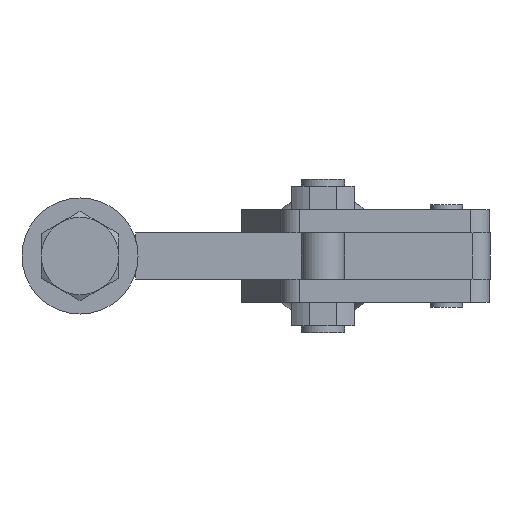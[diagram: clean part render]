
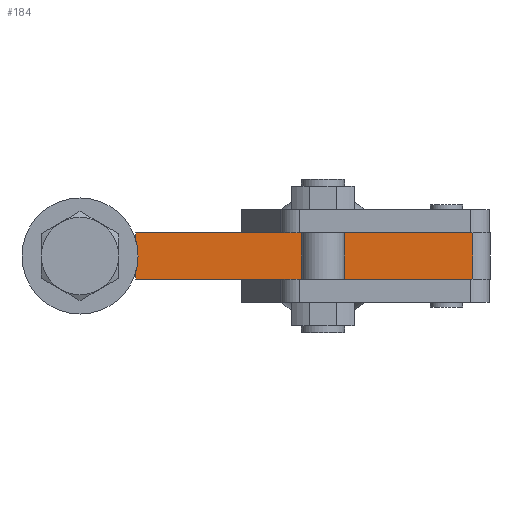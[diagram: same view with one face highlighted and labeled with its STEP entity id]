
A CAD part, front view. The second image highlights one B-rep face of the part: STEP entity #184.
In plain terms, the highlighted planar face has unit normal (0, -1, 0).
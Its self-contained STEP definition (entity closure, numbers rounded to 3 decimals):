
#184 = ADVANCED_FACE( '', ( #519 ), #520, .T. );
#519 = FACE_OUTER_BOUND( '', #1001, .T. );
#520 = PLANE( '', #1002 );
#1001 = EDGE_LOOP( '', ( #2062, #2063, #2064, #2065, #2066, #2067, #2068, #2069, #2070 ) );
#1002 = AXIS2_PLACEMENT_3D( '', #2071, #2072, #2073 );
#2062 = ORIENTED_EDGE( '', *, *, #3307, .T. );
#2063 = ORIENTED_EDGE( '', *, *, #3138, .T. );
#2064 = ORIENTED_EDGE( '', *, *, #3310, .T. );
#2065 = ORIENTED_EDGE( '', *, *, #3311, .T. );
#2066 = ORIENTED_EDGE( '', *, *, #3312, .F. );
#2067 = ORIENTED_EDGE( '', *, *, #3313, .F. );
#2068 = ORIENTED_EDGE( '', *, *, #3314, .F. );
#2069 = ORIENTED_EDGE( '', *, *, #3315, .F. );
#2070 = ORIENTED_EDGE( '', *, *, #3316, .T. );
#2071 = CARTESIAN_POINT( '', ( 7.2, 29.1, 2.99 ) );
#2072 = DIRECTION( '', ( 0., -1., 0. ) );
#2073 = DIRECTION( '', ( -1., 0., 0. ) );
#3138 = EDGE_CURVE( '', #3795, #3807, #3809, .T. );
#3307 = EDGE_CURVE( '', #4076, #3795, #4077, .T. );
#3310 = EDGE_CURVE( '', #3807, #4081, #4082, .T. );
#3311 = EDGE_CURVE( '', #4081, #4083, #4084, .T. );
#3312 = EDGE_CURVE( '', #4085, #4083, #4086, .T. );
#3313 = EDGE_CURVE( '', #4087, #4085, #4088, .T. );
#3314 = EDGE_CURVE( '', #4089, #4087, #4090, .T. );
#3315 = EDGE_CURVE( '', #4091, #4089, #4092, .T. );
#3316 = EDGE_CURVE( '', #4091, #4076, #4093, .T. );
#3795 = VERTEX_POINT( '', #4760 );
#3807 = VERTEX_POINT( '', #4775 );
#3809 = CIRCLE( '', #4778, 7.5 );
#4076 = VERTEX_POINT( '', #5725 );
#4077 = CIRCLE( '', #5726, 7.5 );
#4081 = VERTEX_POINT( '', #5731 );
#4082 = LINE( '', #5732, #5733 );
#4083 = VERTEX_POINT( '', #5734 );
#4084 = LINE( '', #5735, #5736 );
#4085 = VERTEX_POINT( '', #5737 );
#4086 = LINE( '', #5738, #5739 );
#4087 = VERTEX_POINT( '', #5740 );
#4088 = LINE( '', #5741, #5742 );
#4089 = VERTEX_POINT( '', #5743 );
#4090 = LINE( '', #5744, #5745 );
#4091 = VERTEX_POINT( '', #5746 );
#4092 = LINE( '', #5747, #5748 );
#4093 = LINE( '', #5749, #5750 );
#4760 = CARTESIAN_POINT( '', ( 7.5, 29.1, 0. ) );
#4775 = CARTESIAN_POINT( '', ( 7.2, 29.1, -2.1 ) );
#4778 = AXIS2_PLACEMENT_3D( '', #6581, #6582, #6583 );
#5725 = CARTESIAN_POINT( '', ( 7.2, 29.1, 2.1 ) );
#5726 = AXIS2_PLACEMENT_3D( '', #6808, #6809, #6810 );
#5731 = CARTESIAN_POINT( '', ( 7.2, 29.1, -2.99 ) );
#5732 = CARTESIAN_POINT( '', ( 7.2, 29.1, 2.99 ) );
#5733 = VECTOR( '', #6815, 1. );
#5734 = CARTESIAN_POINT( '', ( 21.464, 29.1, -2.99 ) );
#5735 = CARTESIAN_POINT( '', ( 7.2, 29.1, -2.99 ) );
#5736 = VECTOR( '', #6816, 1. );
#5737 = CARTESIAN_POINT( '', ( 50.81, 29.1, -2.99 ) );
#5738 = CARTESIAN_POINT( '', ( 14., 29.1, -2.99 ) );
#5739 = VECTOR( '', #6817, 1. );
#5740 = CARTESIAN_POINT( '', ( 50.81, 29.1, 2.99 ) );
#5741 = CARTESIAN_POINT( '', ( 50.81, 29.1, 2.99 ) );
#5742 = VECTOR( '', #6818, 1. );
#5743 = CARTESIAN_POINT( '', ( 21.464, 29.1, 2.99 ) );
#5744 = CARTESIAN_POINT( '', ( 14., 29.1, 2.99 ) );
#5745 = VECTOR( '', #6819, 1. );
#5746 = CARTESIAN_POINT( '', ( 7.2, 29.1, 2.99 ) );
#5747 = CARTESIAN_POINT( '', ( 7.2, 29.1, 2.99 ) );
#5748 = VECTOR( '', #6820, 1. );
#5749 = CARTESIAN_POINT( '', ( 7.2, 29.1, 2.99 ) );
#5750 = VECTOR( '', #6821, 1. );
#6581 = CARTESIAN_POINT( '', ( 0., 29.1, 0. ) );
#6582 = DIRECTION( '', ( 0., 1., 0. ) );
#6583 = DIRECTION( '', ( 1., 0., 0. ) );
#6808 = CARTESIAN_POINT( '', ( 0., 29.1, 0. ) );
#6809 = DIRECTION( '', ( 0., 1., 0. ) );
#6810 = DIRECTION( '', ( 1., 0., 0. ) );
#6815 = DIRECTION( '', ( 0., 0., -1. ) );
#6816 = DIRECTION( '', ( 1., 0., 0. ) );
#6817 = DIRECTION( '', ( -1., 0., 0. ) );
#6818 = DIRECTION( '', ( 0., 0., -1. ) );
#6819 = DIRECTION( '', ( 1., 0., 0. ) );
#6820 = DIRECTION( '', ( 1., 0., 0. ) );
#6821 = DIRECTION( '', ( 0., 0., -1. ) );
